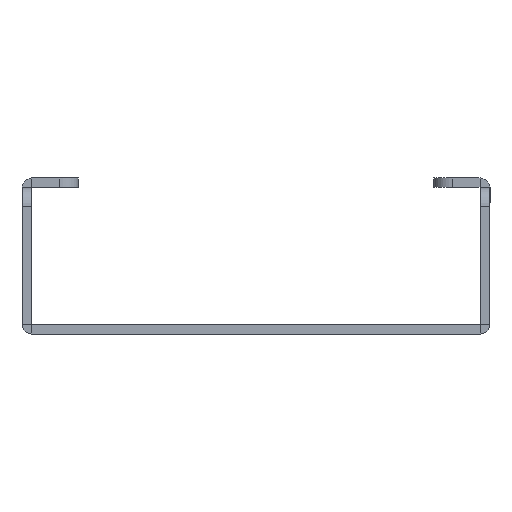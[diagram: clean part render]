
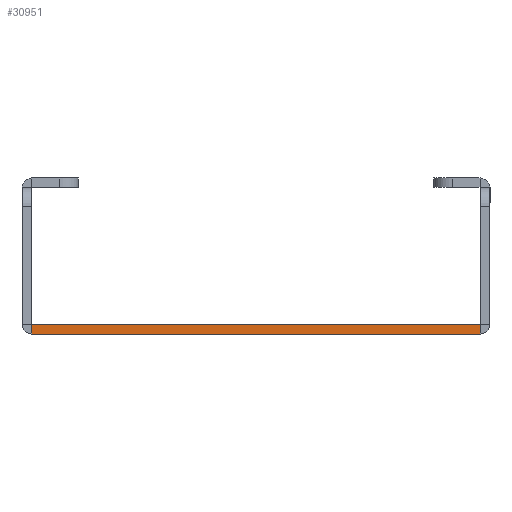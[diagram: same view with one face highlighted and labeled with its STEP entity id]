
A CAD part, left-side view. The second image highlights one B-rep face of the part: STEP entity #30951.
In plain terms, the highlighted planar face has unit normal (-1, 0, 0).
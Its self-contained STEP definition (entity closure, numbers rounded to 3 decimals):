
#581 = EDGE_CURVE ( 'NONE', #39109, #38203, #28474, .T. ) ;
#4479 = CARTESIAN_POINT ( 'NONE',  ( -648.5, 35.9, 0. ) ) ;
#4482 = CARTESIAN_POINT ( 'NONE',  ( -648.5, -35.9, 0. ) ) ;
#5691 = CARTESIAN_POINT ( 'NONE',  ( -648.5, 35.9, 1.5 ) ) ;
#5692 = CARTESIAN_POINT ( 'NONE',  ( -648.5, -35.9, 1.5 ) ) ;
#15782 = EDGE_CURVE ( 'NONE', #39110, #38206, #28759, .T. ) ;
#16283 = EDGE_CURVE ( 'NONE', #38203, #38206, #32162, .T. ) ;
#19743 = EDGE_CURVE ( 'NONE', #39109, #39110, #41921, .T. ) ;
#20819 = ORIENTED_EDGE ( 'NONE', *, *, #16283, .T. ) ;
#20827 = ORIENTED_EDGE ( 'NONE', *, *, #581, .T. ) ;
#20835 = ORIENTED_EDGE ( 'NONE', *, *, #19743, .F. ) ;
#20843 = ORIENTED_EDGE ( 'NONE', *, *, #15782, .F. ) ;
#25074 = EDGE_LOOP ( 'NONE', ( #20843, #20835, #20827, #20819 ) ) ;
#28474 = LINE ( 'NONE', #29030, #28477 ) ;
#28477 = VECTOR ( 'NONE', #29033, 1000. ) ;
#28759 = LINE ( 'NONE', #29500, #28760 ) ;
#28760 = VECTOR ( 'NONE', #29508, 1000. ) ;
#29030 = CARTESIAN_POINT ( 'NONE',  ( -648.5, 35.9, 1.5 ) ) ;
#29033 = DIRECTION ( 'NONE',  ( 0., 0., -1. ) ) ;
#29500 = CARTESIAN_POINT ( 'NONE',  ( -648.5, -35.9, 1.5 ) ) ;
#29508 = DIRECTION ( 'NONE',  ( 0., 0., -1. ) ) ;
#30951 = ADVANCED_FACE ( 'NONE', ( #49861 ), #49236, .F. ) ;
#32162 = LINE ( 'NONE', #32863, #34321 ) ;
#32863 = CARTESIAN_POINT ( 'NONE',  ( -648.5, 36., 0. ) ) ;
#32868 = DIRECTION ( 'NONE',  ( 0., -1., 0. ) ) ;
#34321 = VECTOR ( 'NONE', #32868, 1000. ) ;
#38203 = VERTEX_POINT ( 'NONE', #4479 ) ;
#38206 = VERTEX_POINT ( 'NONE', #4482 ) ;
#39109 = VERTEX_POINT ( 'NONE', #5691 ) ;
#39110 = VERTEX_POINT ( 'NONE', #5692 ) ;
#40741 = CARTESIAN_POINT ( 'NONE',  ( -648.5, 36., 1.5 ) ) ;
#40742 = DIRECTION ( 'NONE',  ( 0., -1., 0. ) ) ;
#41921 = LINE ( 'NONE', #40741, #41922 ) ;
#41922 = VECTOR ( 'NONE', #40742, 1000. ) ;
#49229 = CARTESIAN_POINT ( 'NONE',  ( -648.5, 36., 1.5 ) ) ;
#49236 = PLANE ( 'NONE',  #50196 ) ;
#49241 = DIRECTION ( 'NONE',  ( 1., 0., 0. ) ) ;
#49242 = DIRECTION ( 'NONE',  ( 0., 0., -1. ) ) ;
#49861 = FACE_OUTER_BOUND ( 'NONE', #25074, .T. ) ;
#50196 = AXIS2_PLACEMENT_3D ( 'NONE', #49229, #49241, #49242 ) ;
